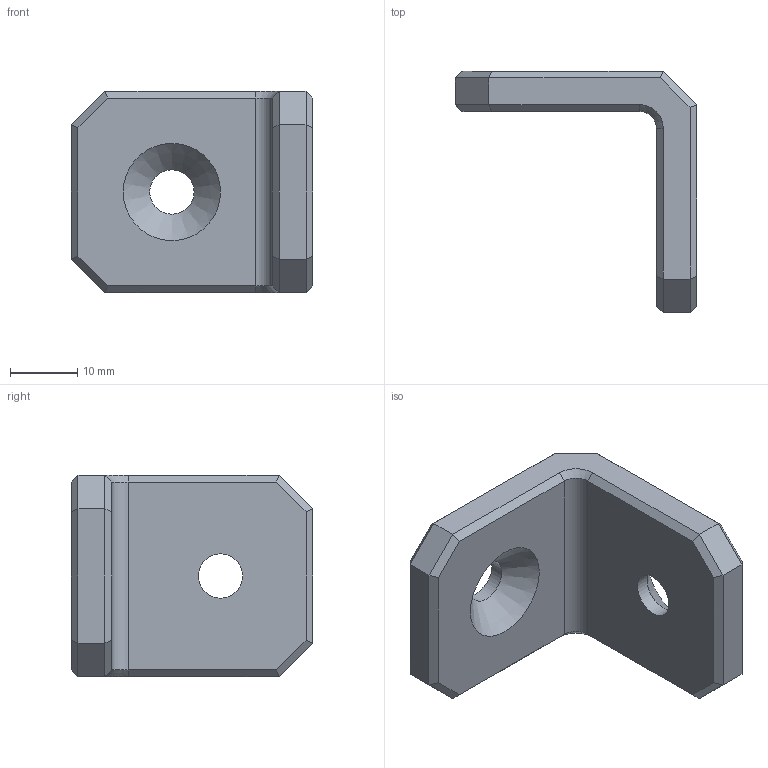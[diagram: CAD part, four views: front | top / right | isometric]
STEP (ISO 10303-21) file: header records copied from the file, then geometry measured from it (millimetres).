
FILE_DESCRIPTION(/* description */ (''),/* implementation_level */ '2;1');
FILE_NAME(/* name */ 'lid_tiedown.step',/* time_stamp */ '2022-06-24T11:51:08+01:00',/* author */ (''),/* organization */ (''),/* preprocessor_version */ 'ST-DEVELOPER v19',/* originating_system */ 'Autodesk Translation Framework v11.7.0.108',/* authorisation */ '');
FILE_SCHEMA (('AUTOMOTIVE_DESIGN { 1 0 10303 214 3 1 1 }'));
Length unit declared in the file: millimetre
Products named in the file (1): lid_tiedown
Bounding box: 36 x 36 x 30 mm (x, y, z)
Volume: 10208.1 mm3; surface area: 4646.6 mm2
Topology: 1 solids, 1 shells, 42 faces, 94 edges, 54 vertices
Faces by surface type: plane 35, cone 4, cylinder 3
Full cylindrical faces by diameter (mm): 6.6 x2
Entity records: 1161 total; most frequent: CARTESIAN_POINT 191, DIRECTION 190, ORIENTED_EDGE 188, EDGE_CURVE 94, LINE 84, VECTOR 84, VERTEX_POINT 54, AXIS2_PLACEMENT_3D 53
